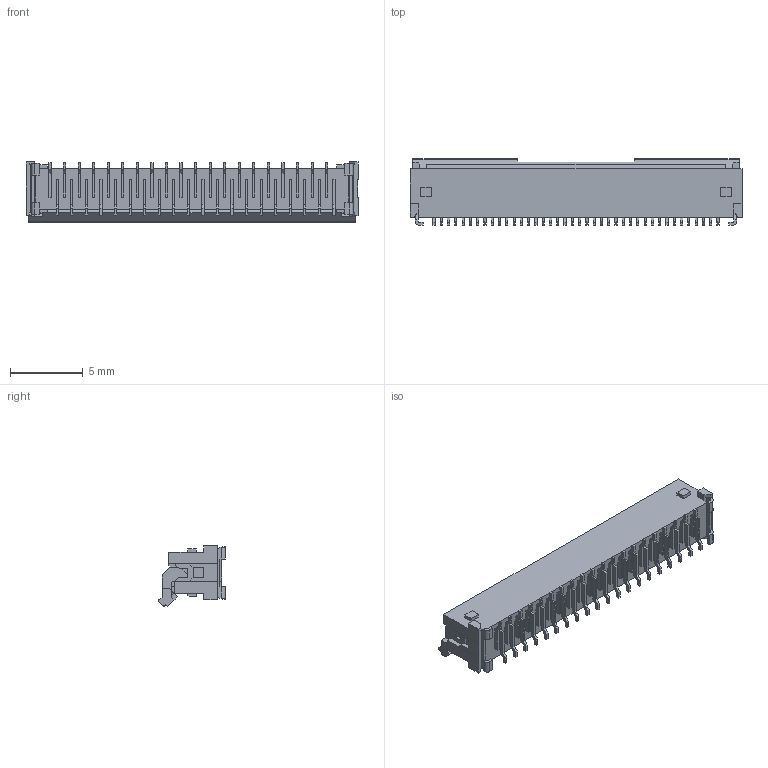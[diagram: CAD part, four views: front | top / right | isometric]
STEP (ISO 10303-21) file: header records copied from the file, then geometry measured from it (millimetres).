
FILE_DESCRIPTION(/* description */ ('STEP AP242','CAx-IF Rec.Pracs.---Representation and Presentation of Product Manufacturing Information (PMI)---4.0---2014-10-13','CAx-IF Rec.Pracs.---3D Tessellated Geometry---0.4---2014-09-14','2;1'),/* implementation_level */ '2;1');
FILE_NAME(/* name */ '65d401cdc3d7592fafd89bb5',/* time_stamp */ '2024-02-20T01:35:11Z',/* author */ (''),/* organization */ (''),/* preprocessor_version */ 'ST-DEVELOPER v19.4',/* originating_system */ ' ',/* authorisation */ ' ');
FILE_SCHEMA (('AP242_MANAGED_MODEL_BASED_3D_ENGINEERING_MIM_LF { 1 0 10303 442 1 1 4 }'));
Length unit declared in the file: metre
Products named in the file (1): 5019514000
Bounding box: 22.8 x 4.6 x 4.13 mm (x, y, z)
Volume: 205.3 mm3; surface area: 654.3 mm2
Topology: 1 solids, 1 shells, 1315 faces, 4181 edges, 2762 vertices
Faces by surface type: plane 1191, cylinder 124
Entity records: 52087 total; most frequent: ORIENTED_EDGE 8362, CARTESIAN_POINT 8271, DIRECTION 7061, EDGE_CURVE 4181, LINE 3925, VECTOR 3925, VERTEX_POINT 2762, AXIS2_PLACEMENT_3D 1568
